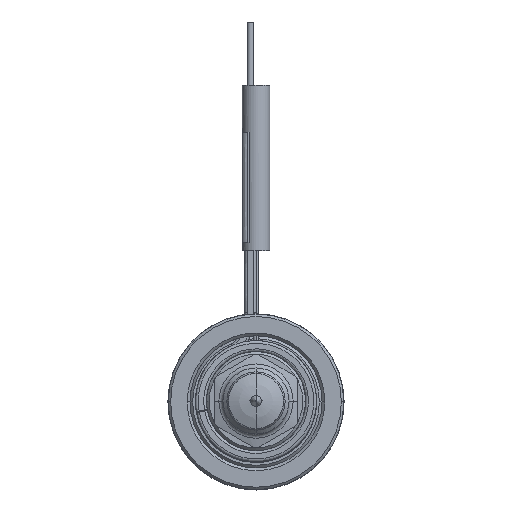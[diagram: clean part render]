
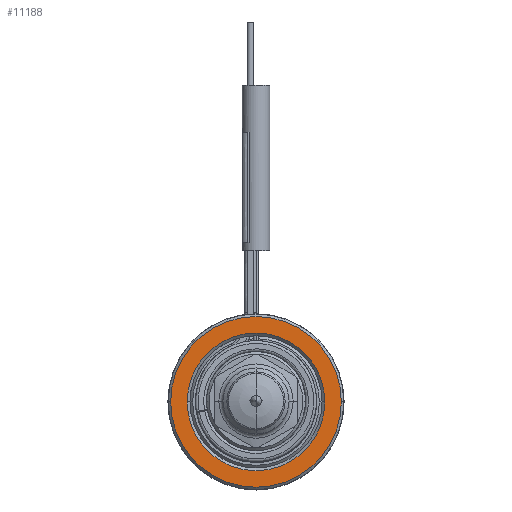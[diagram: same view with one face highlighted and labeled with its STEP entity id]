
A CAD part, top view. The second image highlights one B-rep face of the part: STEP entity #11188.
In plain terms, the highlighted planar face has unit normal (0, 0, 1).
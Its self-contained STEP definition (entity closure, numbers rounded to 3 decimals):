
#3043=CARTESIAN_POINT('',(0.,0.,25.));
#3044=DIRECTION('',(0.,0.,-1.));
#3045=DIRECTION('',(-1.,0.,0.));
#3046=AXIS2_PLACEMENT_3D('',#3043,#3044,#3045);
#3057=CARTESIAN_POINT('',(0.,0.,25.));
#3058=DIRECTION('',(0.,0.,-1.));
#3059=DIRECTION('',(1.,0.,0.));
#3060=AXIS2_PLACEMENT_3D('',#3057,#3058,#3059);
#3071=CARTESIAN_POINT('',(0.,0.,
25.));
#3072=DIRECTION('',(0.,0.,-1.));
#3073=DIRECTION('',(1.,0.,0.));
#3074=AXIS2_PLACEMENT_3D('',#3071,#3072,#3073);
#3085=CARTESIAN_POINT('',(0.,0.,25.));
#3086=DIRECTION('',(0.,0.,-1.));
#3087=DIRECTION('',(-1.,0.,0.));
#3088=AXIS2_PLACEMENT_3D('',#3085,#3086,#3087);
#6899=CARTESIAN_POINT('',(15.5,0.,25.));
#6900=CARTESIAN_POINT('',(-15.5,0.,
25.));
#6901=VERTEX_POINT('',#6899);
#6902=VERTEX_POINT('',#6900);
#6903=CARTESIAN_POINT('',(12.5,0.,25.));
#6904=CARTESIAN_POINT('',(-12.5,0.,25.));
#6905=VERTEX_POINT('',#6903);
#6906=VERTEX_POINT('',#6904);
#11173=CARTESIAN_POINT('',(0.,0.,25.));
#11174=DIRECTION('',(0.,0.,1.));
#11175=DIRECTION('',(-1.,0.,0.));
#11176=AXIS2_PLACEMENT_3D('',#11173,#11174,#11175);
#11177=PLANE('',#11176);
#11178=ORIENTED_EDGE('',*,*,#11155,.T.);
#11179=ORIENTED_EDGE('',*,*,#11140,.T.);
#11180=EDGE_LOOP('',(#11178,#11179));
#11181=FACE_OUTER_BOUND('',#11180,.F.);
#11183=ORIENTED_EDGE('',*,*,#11182,.F.);
#11185=ORIENTED_EDGE('',*,*,#11184,.F.);
#11186=EDGE_LOOP('',(#11183,#11185));
#11187=FACE_BOUND('',#11186,.F.);
#3047=CIRCLE('',#3046,15.5);
#3061=CIRCLE('',#3060,15.5);
#3075=CIRCLE('',#3074,12.5);
#3089=CIRCLE('',#3088,12.5);
#11140=EDGE_CURVE('',#6902,#6901,#3047,.T.);
#11155=EDGE_CURVE('',#6901,#6902,#3061,.T.);
#11182=EDGE_CURVE('',#6905,#6906,#3075,.T.);
#11184=EDGE_CURVE('',#6906,#6905,#3089,.T.);
#11188=ADVANCED_FACE('',(#11181,#11187),#11177,.T.);
